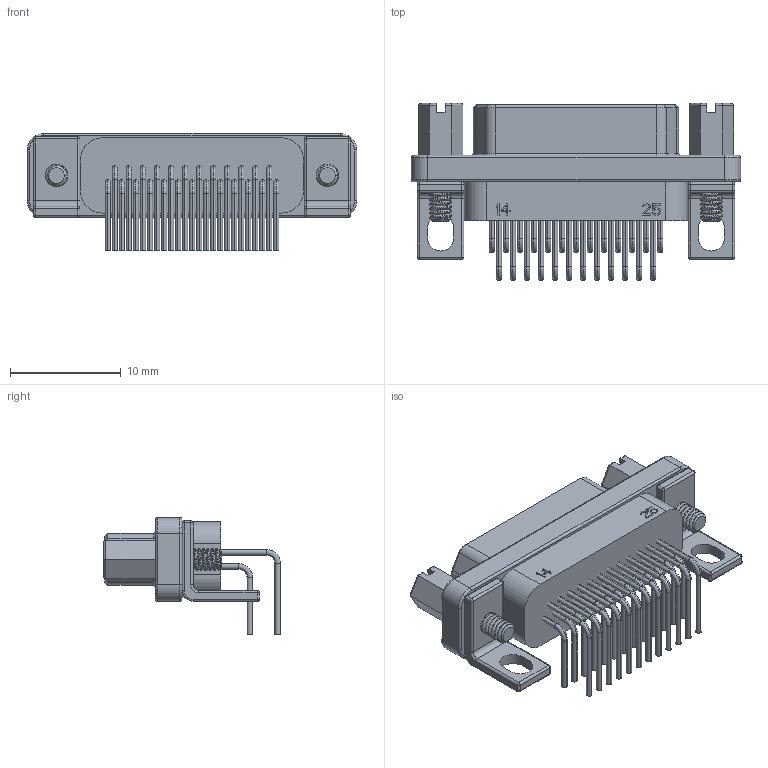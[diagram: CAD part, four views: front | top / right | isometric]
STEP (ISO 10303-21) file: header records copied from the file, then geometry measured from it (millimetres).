
FILE_DESCRIPTION((''),'2;1');
FILE_NAME('FMD002-M025BDXX-XX_ASM_ASM','2023-08-16T',('gongcheng6'),(''),'PRO/ENGINEER BY PARAMETRIC TECHNOLOGY CORPORATION, 2010280','PRO/ENGINEER BY PARAMETRIC TECHNOLOGY CORPORATION, 2010280','');
FILE_SCHEMA(('CONFIG_CONTROL_DESIGN'));
Length unit declared in the file: millimetre
Products named in the file (36): ZHUTI-25P_7; MANIFOLD_SOLID_BREP_17765; MANIFOLD_SOLID_BREP_25644; LUOSI-25_3_ASM; MANIFOLD_SOLID_BREP_26844; MANIFOLD_SOLID_BREP_28016; DIANPIAN_2_ASM; MANIFOLD_SOLID_BREP_28422; MANIFOLD_SOLID_BREP_28799; MANIFOLD_SOLID_BREP_29176; MANIFOLD_SOLID_BREP_29553; MANIFOLD_SOLID_BREP_29930; MANIFOLD_SOLID_BREP_30307; MANIFOLD_SOLID_BREP_30684; MANIFOLD_SOLID_BREP_31061; MANIFOLD_SOLID_BREP_31438; MANIFOLD_SOLID_BREP_31815; MANIFOLD_SOLID_BREP_32192; MANIFOLD_SOLID_BREP_32569; MANIFOLD_SOLID_BREP_32946; PINZHEN-251_4_ASM; MANIFOLD_SOLID_BREP_33351; MANIFOLD_SOLID_BREP_33728; MANIFOLD_SOLID_BREP_34105; MANIFOLD_SOLID_BREP_34482; MANIFOLD_SOLID_BREP_34859; MANIFOLD_SOLID_BREP_35236; MANIFOLD_SOLID_BREP_35613; MANIFOLD_SOLID_BREP_35990; MANIFOLD_SOLID_BREP_36367; MANIFOLD_SOLID_BREP_36744; MANIFOLD_SOLID_BREP_37121; MANIFOLD_SOLID_BREP_37498; PINZHEN-252_4_ASM; FMD002-M025BDXX-XX_ASM_9_ASM; FMD002-M025BDXX-XX_ASM_ASM
Assembly tree (35 placements, depth 4):
  FMD002-M025BDXX-XX_ASM_ASM
    FMD002-M025BDXX-XX_ASM_9_ASM
      ZHUTI-25P_7
      LUOSI-25_3_ASM
        MANIFOLD_SOLID_BREP_17765
        MANIFOLD_SOLID_BREP_25644
      DIANPIAN_2_ASM
        MANIFOLD_SOLID_BREP_26844
        MANIFOLD_SOLID_BREP_28016
      PINZHEN-251_4_ASM
        MANIFOLD_SOLID_BREP_28422
        MANIFOLD_SOLID_BREP_28799
        MANIFOLD_SOLID_BREP_29176
        MANIFOLD_SOLID_BREP_29553
        MANIFOLD_SOLID_BREP_29930
        MANIFOLD_SOLID_BREP_30307
        MANIFOLD_SOLID_BREP_30684
        MANIFOLD_SOLID_BREP_31061
        MANIFOLD_SOLID_BREP_31438
        MANIFOLD_SOLID_BREP_31815
        MANIFOLD_SOLID_BREP_32192
        MANIFOLD_SOLID_BREP_32569
        MANIFOLD_SOLID_BREP_32946
      PINZHEN-252_4_ASM
        MANIFOLD_SOLID_BREP_33351
        MANIFOLD_SOLID_BREP_33728
        MANIFOLD_SOLID_BREP_34105
        MANIFOLD_SOLID_BREP_34482
        MANIFOLD_SOLID_BREP_34859
        MANIFOLD_SOLID_BREP_35236
        MANIFOLD_SOLID_BREP_35613
        MANIFOLD_SOLID_BREP_35990
        MANIFOLD_SOLID_BREP_36367
        MANIFOLD_SOLID_BREP_36744
        MANIFOLD_SOLID_BREP_37121
        MANIFOLD_SOLID_BREP_37498
Bounding box: 29.8 x 16.01 x 10.6 mm (x, y, z)
Volume: 1526.8 mm3; surface area: 3427.4 mm2
Topology: 30 solids, 30 shells, 976 faces, 2322 edges, 1425 vertices
Faces by surface type: cylinder 420, plane 348, torus 70, sphere 66, bspline 52, cone 18, extrusion 2
Entity records: 38832 total; most frequent: CARTESIAN_POINT 15828, DIRECTION 4854, ORIENTED_EDGE 4504, EDGE_CURVE 2252, AXIS2_PLACEMENT_3D 1859, VERTEX_POINT 1425, VECTOR 1136, LINE 1134
